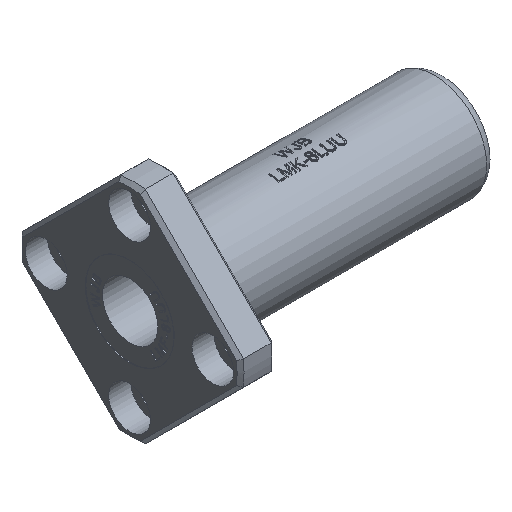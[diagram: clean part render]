
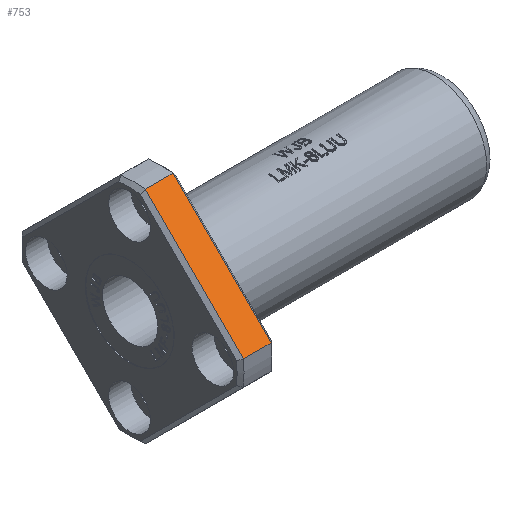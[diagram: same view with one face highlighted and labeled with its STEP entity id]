
A CAD part, isometric view. The second image highlights one B-rep face of the part: STEP entity #753.
In plain terms, the highlighted planar face has unit normal (0, -0.707, 0.707).
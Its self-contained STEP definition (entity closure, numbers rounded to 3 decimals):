
#202=FACE_OUTER_BOUND('',#1305,.T.);
#521=PLANE('',#6457);
#753=ADVANCED_FACE('',(#202),#521,.T.);
#1305=EDGE_LOOP('',(#3365,#3366,#3367,#3368));
#1745=B_SPLINE_CURVE_WITH_KNOTS('',3,(#9421,#9422,#9423,#9424),.UNSPECIFIED.,
 .F.,.F.,(4,4),(0.,1.),.UNSPECIFIED.);
#1762=B_SPLINE_CURVE_WITH_KNOTS('',3,(#9526,#9527,#9528,#9529),.UNSPECIFIED.,
 .F.,.F.,(4,4),(0.,1.),.UNSPECIFIED.);
#1763=B_SPLINE_CURVE_WITH_KNOTS('',3,(#9532,#9533,#9534,#9535),.UNSPECIFIED.,
 .F.,.F.,(4,4),(0.,1.),.UNSPECIFIED.);
#1764=B_SPLINE_CURVE_WITH_KNOTS('',3,(#9536,#9537,#9538,#9539),.UNSPECIFIED.,
 .F.,.F.,(4,4),(0.,1.),.UNSPECIFIED.);
#3365=ORIENTED_EDGE('',*,*,#5706,.F.);
#3366=ORIENTED_EDGE('',*,*,#5707,.T.);
#3367=ORIENTED_EDGE('',*,*,#5681,.T.);
#3368=ORIENTED_EDGE('',*,*,#5708,.F.);
#5076=VERTEX_POINT('',#9420);
#5077=VERTEX_POINT('',#9425);
#5094=VERTEX_POINT('',#9530);
#5095=VERTEX_POINT('',#9531);
#5681=EDGE_CURVE('',#5077,#5076,#1745,.T.);
#5706=EDGE_CURVE('',#5094,#5095,#1762,.T.);
#5707=EDGE_CURVE('',#5094,#5077,#1763,.T.);
#5708=EDGE_CURVE('',#5095,#5076,#1764,.T.);
#6457=AXIS2_PLACEMENT_3D('',#9540,#7025,#7026);
#7025=DIRECTION('',(0.,-0.707,0.707));
#7026=DIRECTION('',(1.,0.,0.));
#9420=CARTESIAN_POINT('',(0.5,-15.901,1.777));
#9421=CARTESIAN_POINT('',(0.5,-1.777,15.901));
#9422=CARTESIAN_POINT('',(0.5,-6.485,11.193));
#9423=CARTESIAN_POINT('',(0.5,-11.193,6.485));
#9424=CARTESIAN_POINT('',(0.5,-15.901,1.777));
#9425=CARTESIAN_POINT('',(0.5,-1.777,15.901));
#9526=CARTESIAN_POINT('',(4.5,-1.777,15.901));
#9527=CARTESIAN_POINT('',(4.5,-6.485,11.193));
#9528=CARTESIAN_POINT('',(4.5,-11.193,6.485));
#9529=CARTESIAN_POINT('',(4.5,-15.901,1.777));
#9530=CARTESIAN_POINT('',(4.5,-1.777,15.901));
#9531=CARTESIAN_POINT('',(4.5,-15.901,1.777));
#9532=CARTESIAN_POINT('',(4.5,-1.777,15.901));
#9533=CARTESIAN_POINT('',(3.167,-1.777,15.901));
#9534=CARTESIAN_POINT('',(1.833,-1.777,15.901));
#9535=CARTESIAN_POINT('',(0.5,-1.777,15.901));
#9536=CARTESIAN_POINT('',(4.5,-15.901,1.777));
#9537=CARTESIAN_POINT('',(3.167,-15.901,1.777));
#9538=CARTESIAN_POINT('',(1.833,-15.901,1.777));
#9539=CARTESIAN_POINT('',(0.5,-15.901,1.777));
#9540=CARTESIAN_POINT('',(0.5,-15.901,1.777));
